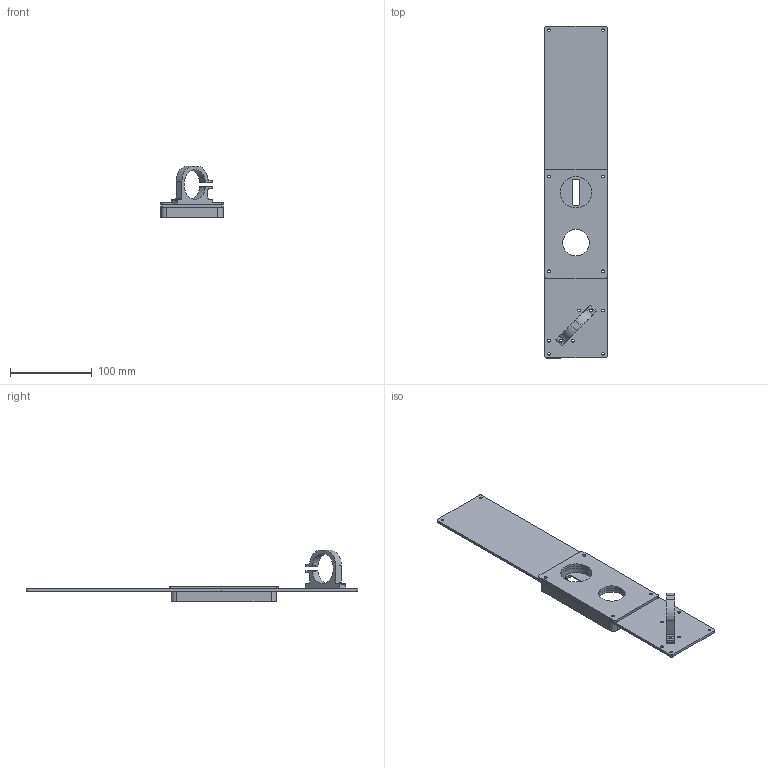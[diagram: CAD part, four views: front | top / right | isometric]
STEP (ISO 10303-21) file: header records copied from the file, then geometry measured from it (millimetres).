
FILE_DESCRIPTION(/* description */ (''),/* implementation_level */ '2;1');
FILE_NAME(/* name */ 'Door Mount Assembly v5.step',/* time_stamp */ '2022-05-04T09:07:24-04:00',/* author */ (''),/* organization */ (''),/* preprocessor_version */ 'ST-DEVELOPER v18.1',/* originating_system */ 'Autodesk Translation Framework v10.14.0.1471',/* authorisation */ '');
FILE_SCHEMA (('AUTOMOTIVE_DESIGN { 1 0 10303 214 3 1 1 }'));
Length unit declared in the file: millimetre
Products named in the file (8): Door Mount Assembly; NewDoorMount; Inside_Door_Base_V1; Inside_Door_Motor_Cap_V1; Motor Mount; Electronics Plate; Motor Plate; Cover
Assembly tree (7 placements, depth 3):
  Door Mount Assembly
    NewDoorMount
      Inside_Door_Base_V1
      Inside_Door_Motor_Cap_V1
    Motor Mount
    Electronics Plate
    Motor Plate
    Cover
Bounding box: 76.2 x 406.47 x 63.23 mm (x, y, z)
Volume: 201544.8 mm3; surface area: 113558.5 mm2
Topology: 5 solids, 5 shells, 164 faces, 455 edges, 302 vertices
Faces by surface type: cylinder 91, plane 72, cone 1
Full cylindrical faces by diameter (mm): 3.4 x26, 32.385 x3, 38.417 x2, 38.43 x2, 66.04 x1
Entity records: 5684 total; most frequent: DIRECTION 998, CARTESIAN_POINT 942, ORIENTED_EDGE 910, EDGE_CURVE 455, AXIS2_PLACEMENT_3D 365, VERTEX_POINT 302, LINE 268, VECTOR 268
